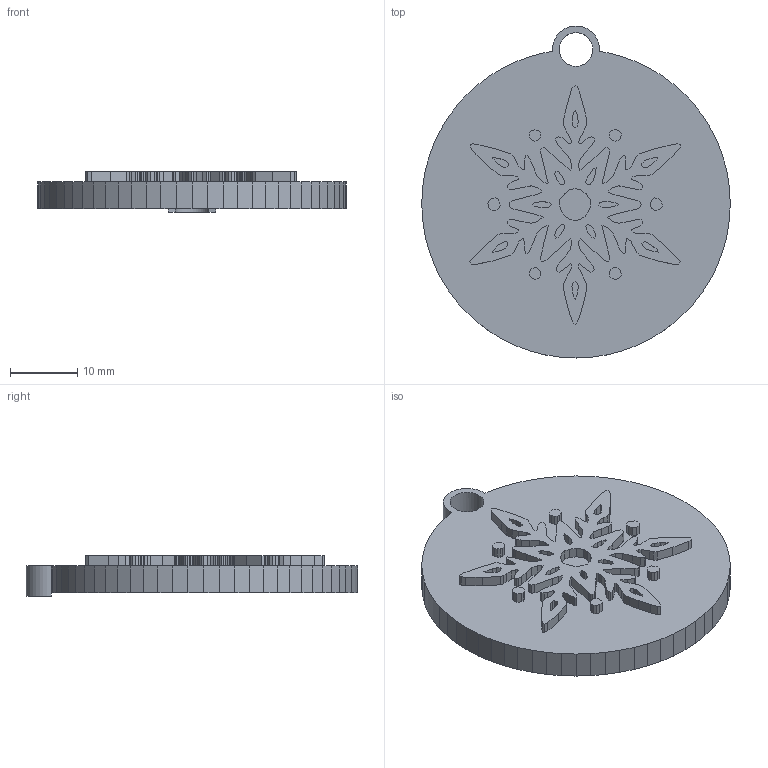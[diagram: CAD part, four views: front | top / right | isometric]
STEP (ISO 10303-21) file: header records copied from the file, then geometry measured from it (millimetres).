
FILE_DESCRIPTION(/* description */ (''),/* implementation_level */ '2;1');
FILE_NAME(/* name */ 'dbb65364-394d-4d87-8132-afaed09bfec5.stp',/* time_stamp */ '2025-12-15T19:35:07Z',/* author */ (''),/* organization */ (''),/* preprocessor_version */ 'ST-DEVELOPER v20.1',/* originating_system */ 'Autodesk Translation Framework v14.24.0.0',/* authorisation */ '');
FILE_SCHEMA (('AUTOMOTIVE_DESIGN { 1 0 10303 214 3 1 1 }'));
Length unit declared in the file: millimetre
Products named in the file (1): Haxmas
Bounding box: 45.77 x 49.26 x 6 mm (x, y, z)
Volume: 7040.9 mm3; surface area: 4568.5 mm2
Topology: 1 solids, 1 shells, 585 faces, 1691 edges, 1126 vertices
Faces by surface type: plane 583, cylinder 2
Full cylindrical faces by diameter (mm): 5 x1
Entity records: 18860 total; most frequent: CARTESIAN_POINT 3403, ORIENTED_EDGE 3382, DIRECTION 2869, EDGE_CURVE 1691, LINE 1685, VECTOR 1685, VERTEX_POINT 1126, EDGE_LOOP 607
